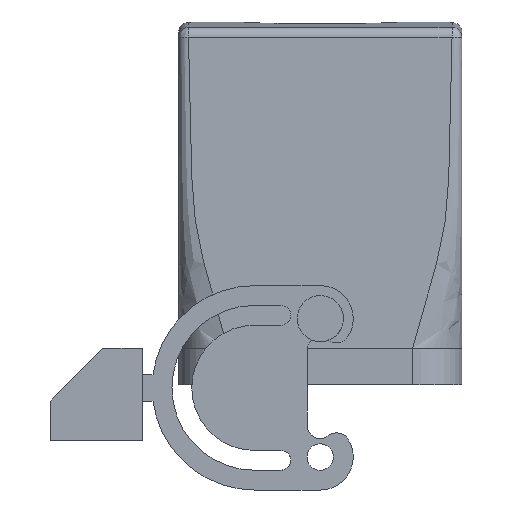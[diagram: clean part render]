
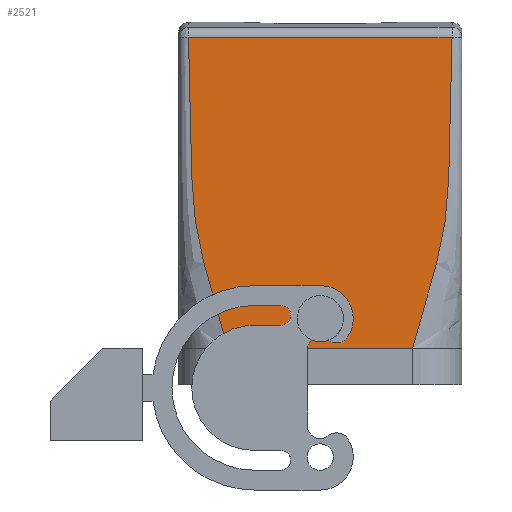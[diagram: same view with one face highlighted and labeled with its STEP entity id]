
A CAD part, front view. The second image highlights one B-rep face of the part: STEP entity #2521.
In plain terms, the highlighted planar face has unit normal (0, -1, 0.013).
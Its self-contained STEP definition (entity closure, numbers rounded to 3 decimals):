
#2427=AXIS2_PLACEMENT_3D('Plane Axis2P3D',#2424,#2425,#2426) ;
#1902=CARTESIAN_POINT('Vertex',(42.755,7.071,26.959)) ;
#1906=CARTESIAN_POINT('Control Point',(42.755,7.071,26.959)) ;
#1907=CARTESIAN_POINT('Control Point',(42.602,7.075,27.24)) ;
#1908=CARTESIAN_POINT('Control Point',(42.392,7.078,27.49)) ;
#1909=CARTESIAN_POINT('Control Point',(42.136,7.081,27.693)) ;
#1910=CARTESIAN_POINT('Control Point',(41.561,7.085,27.984)) ;
#1911=CARTESIAN_POINT('Control Point',(40.928,7.086,28.036)) ;
#1912=CARTESIAN_POINT('Control Point',(40.612,7.085,27.999)) ;
#1913=CARTESIAN_POINT('Control Point',(40.012,7.083,27.808)) ;
#1914=CARTESIAN_POINT('Control Point',(39.527,7.077,27.406)) ;
#1915=CARTESIAN_POINT('Control Point',(39.326,7.074,27.16)) ;
#1916=CARTESIAN_POINT('Control Point',(39.027,7.067,26.599)) ;
#1917=CARTESIAN_POINT('Control Point',(38.962,7.058,25.959)) ;
#1918=CARTESIAN_POINT('Control Point',(38.994,7.054,25.633)) ;
#1919=CARTESIAN_POINT('Control Point',(39.091,7.05,25.322)) ;
#1920=CARTESIAN_POINT('Control Point',(39.245,7.046,25.041)) ;
#1921=CARTESIAN_POINT('Vertex',(39.245,7.046,25.041)) ;
#1943=CARTESIAN_POINT('Control Point',(39.245,7.046,25.041)) ;
#1944=CARTESIAN_POINT('Control Point',(39.398,7.043,24.76)) ;
#1945=CARTESIAN_POINT('Control Point',(39.608,7.039,24.51)) ;
#1946=CARTESIAN_POINT('Control Point',(39.864,7.037,24.307)) ;
#1947=CARTESIAN_POINT('Control Point',(40.439,7.033,24.016)) ;
#1948=CARTESIAN_POINT('Control Point',(41.072,7.032,23.964)) ;
#1949=CARTESIAN_POINT('Control Point',(41.388,7.033,24.001)) ;
#1950=CARTESIAN_POINT('Control Point',(41.988,7.035,24.192)) ;
#1951=CARTESIAN_POINT('Control Point',(42.473,7.041,24.594)) ;
#1952=CARTESIAN_POINT('Control Point',(42.674,7.044,24.84)) ;
#1953=CARTESIAN_POINT('Control Point',(42.973,7.051,25.401)) ;
#1954=CARTESIAN_POINT('Control Point',(43.038,7.059,26.041)) ;
#1955=CARTESIAN_POINT('Control Point',(43.006,7.064,26.367)) ;
#1956=CARTESIAN_POINT('Control Point',(42.909,7.068,26.678)) ;
#1957=CARTESIAN_POINT('Control Point',(42.755,7.071,26.959)) ;
#2424=CARTESIAN_POINT('Axis2P3D Location',(41.,8.046,101.415)) ;
#2430=CARTESIAN_POINT('Control Point',(21.011,7.618,68.717)) ;
#2431=CARTESIAN_POINT('Control Point',(21.045,7.567,64.798)) ;
#2432=CARTESIAN_POINT('Control Point',(21.106,7.516,60.88)) ;
#2433=CARTESIAN_POINT('Control Point',(21.211,7.464,56.962)) ;
#2434=CARTESIAN_POINT('Control Point',(21.307,7.41,52.851)) ;
#2435=CARTESIAN_POINT('Control Point',(21.456,7.357,48.741)) ;
#2436=CARTESIAN_POINT('Control Point',(21.463,7.354,48.548)) ;
#2437=CARTESIAN_POINT('Control Point',(21.477,7.349,48.16)) ;
#2438=CARTESIAN_POINT('Control Point',(21.493,7.344,47.773)) ;
#2439=CARTESIAN_POINT('Control Point',(21.5,7.341,47.579)) ;
#2440=CARTESIAN_POINT('Control Point',(21.516,7.336,47.197)) ;
#2441=CARTESIAN_POINT('Control Point',(21.532,7.331,46.815)) ;
#2442=CARTESIAN_POINT('Control Point',(21.541,7.329,46.627)) ;
#2443=CARTESIAN_POINT('Control Point',(21.554,7.325,46.343)) ;
#2444=CARTESIAN_POINT('Control Point',(21.568,7.321,46.059)) ;
#2445=CARTESIAN_POINT('Control Point',(21.573,7.32,45.966)) ;
#2446=CARTESIAN_POINT('Control Point',(21.584,7.318,45.769)) ;
#2447=CARTESIAN_POINT('Control Point',(21.595,7.315,45.571)) ;
#2448=CARTESIAN_POINT('Control Point',(21.6,7.314,45.483)) ;
#2449=CARTESIAN_POINT('Control Point',(21.758,7.279,42.782)) ;
#2450=CARTESIAN_POINT('Control Point',(22.035,7.243,40.088)) ;
#2451=CARTESIAN_POINT('Control Point',(22.531,7.21,37.512)) ;
#2452=CARTESIAN_POINT('Control Point',(23.496,7.159,33.631)) ;
#2453=CARTESIAN_POINT('Control Point',(24.615,7.109,29.791)) ;
#2454=CARTESIAN_POINT('Control Point',(25.01,7.091,28.462)) ;
#2455=CARTESIAN_POINT('Control Point',(25.658,7.063,26.276)) ;
#2456=CARTESIAN_POINT('Control Point',(26.286,7.034,24.084)) ;
#2457=CARTESIAN_POINT('Control Point',(26.528,7.023,23.224)) ;
#2458=CARTESIAN_POINT('Control Point',(26.766,7.011,22.362)) ;
#2459=CARTESIAN_POINT('Control Point',(27.,7.,21.5)) ;
#2460=CARTESIAN_POINT('Vertex',(27.,7.,21.5)) ;
#2462=CARTESIAN_POINT('Vertex',(21.011,7.618,68.717)) ;
#2465=CARTESIAN_POINT('Line Origine',(41.,7.,21.5)) ;
#2469=CARTESIAN_POINT('Vertex',(55.,7.,21.5)) ;
#2473=CARTESIAN_POINT('Control Point',(60.989,7.618,68.717)) ;
#2474=CARTESIAN_POINT('Control Point',(60.955,7.567,64.798)) ;
#2475=CARTESIAN_POINT('Control Point',(60.894,7.516,60.88)) ;
#2476=CARTESIAN_POINT('Control Point',(60.789,7.464,56.962)) ;
#2477=CARTESIAN_POINT('Control Point',(60.693,7.41,52.851)) ;
#2478=CARTESIAN_POINT('Control Point',(60.544,7.357,48.741)) ;
#2479=CARTESIAN_POINT('Control Point',(60.537,7.354,48.548)) ;
#2480=CARTESIAN_POINT('Control Point',(60.523,7.349,48.16)) ;
#2481=CARTESIAN_POINT('Control Point',(60.507,7.344,47.773)) ;
#2482=CARTESIAN_POINT('Control Point',(60.5,7.341,47.579)) ;
#2483=CARTESIAN_POINT('Control Point',(60.484,7.336,47.197)) ;
#2484=CARTESIAN_POINT('Control Point',(60.468,7.331,46.815)) ;
#2485=CARTESIAN_POINT('Control Point',(60.459,7.329,46.627)) ;
#2486=CARTESIAN_POINT('Control Point',(60.446,7.325,46.343)) ;
#2487=CARTESIAN_POINT('Control Point',(60.432,7.321,46.059)) ;
#2488=CARTESIAN_POINT('Control Point',(60.427,7.32,45.966)) ;
#2489=CARTESIAN_POINT('Control Point',(60.416,7.318,45.769)) ;
#2490=CARTESIAN_POINT('Control Point',(60.405,7.315,45.571)) ;
#2491=CARTESIAN_POINT('Control Point',(60.4,7.314,45.483)) ;
#2492=CARTESIAN_POINT('Control Point',(60.242,7.279,42.782)) ;
#2493=CARTESIAN_POINT('Control Point',(59.965,7.243,40.088)) ;
#2494=CARTESIAN_POINT('Control Point',(59.469,7.21,37.512)) ;
#2495=CARTESIAN_POINT('Control Point',(58.504,7.159,33.631)) ;
#2496=CARTESIAN_POINT('Control Point',(57.385,7.109,29.791)) ;
#2497=CARTESIAN_POINT('Control Point',(56.99,7.091,28.462)) ;
#2498=CARTESIAN_POINT('Control Point',(56.342,7.063,26.276)) ;
#2499=CARTESIAN_POINT('Control Point',(55.714,7.034,24.084)) ;
#2500=CARTESIAN_POINT('Control Point',(55.472,7.023,23.224)) ;
#2501=CARTESIAN_POINT('Control Point',(55.234,7.011,22.362)) ;
#2502=CARTESIAN_POINT('Control Point',(55.,7.,21.5)) ;
#2503=CARTESIAN_POINT('Vertex',(60.989,7.618,68.717)) ;
#2506=CARTESIAN_POINT('Line Origine',(41.,7.618,68.717)) ;
#2425=DIRECTION('Axis2P3D Direction',(0.,-1.,0.013)) ;
#2426=DIRECTION('Axis2P3D XDirection',(-1.,0.,0.)) ;
#2466=DIRECTION('Vector Direction',(-1.,0.,0.)) ;
#2507=DIRECTION('Vector Direction',(1.,0.,0.)) ;
#2467=VECTOR('Line Direction',#2466,1.) ;
#2508=VECTOR('Line Direction',#2507,1.) ;
#2512=ORIENTED_EDGE('',*,*,#2464,.F.) ;
#2513=ORIENTED_EDGE('',*,*,#2471,.T.) ;
#2514=ORIENTED_EDGE('',*,*,#2505,.T.) ;
#2515=ORIENTED_EDGE('',*,*,#2510,.F.) ;
#2518=ORIENTED_EDGE('',*,*,#1958,.F.) ;
#2519=ORIENTED_EDGE('',*,*,#1923,.F.) ;
#2520=FACE_BOUND('',#2517,.T.) ;
#2521=ADVANCED_FACE('Hood',(#2516,#2520),#2428,.T.) ;
#1905=B_SPLINE_CURVE_WITH_KNOTS('',5,(#1906,#1907,#1908,#1909,#1910,#1911,#1912,#1913,#1914,#1915,#1916,#1917,#1918,#1919,#1920),.UNSPECIFIED.,.F.,.U.,(6,3,3,3,6),(0.,2.257,4.513,6.77,9.027),.UNSPECIFIED.) ;
#1942=B_SPLINE_CURVE_WITH_KNOTS('',5,(#1943,#1944,#1945,#1946,#1947,#1948,#1949,#1950,#1951,#1952,#1953,#1954,#1955,#1956,#1957),.UNSPECIFIED.,.F.,.U.,(6,3,3,3,6),(0.,2.257,4.513,6.77,9.027),.UNSPECIFIED.) ;
#2429=B_SPLINE_CURVE_WITH_KNOTS('',5,(#2430,#2431,#2432,#2433,#2434,#2435,#2436,#2437,#2438,#2439,#2440,#2441,#2442,#2443,#2444,#2445,#2446,#2447,#2448,#2449,#2450,#2451,#2452,#2453,#2454,#2455,#2456,#2457,#2458,#2459),.UNSPECIFIED.,.F.,.U.,(6,3,3,3,3,3,3,3,3,6),(0.,27.738,29.109,30.481,31.821,32.498,33.181,51.649,61.445,67.761),.UNSPECIFIED.) ;
#2472=B_SPLINE_CURVE_WITH_KNOTS('',5,(#2473,#2474,#2475,#2476,#2477,#2478,#2479,#2480,#2481,#2482,#2483,#2484,#2485,#2486,#2487,#2488,#2489,#2490,#2491,#2492,#2493,#2494,#2495,#2496,#2497,#2498,#2499,#2500,#2501,#2502),.UNSPECIFIED.,.F.,.U.,(6,3,3,3,3,3,3,3,3,6),(0.,27.738,29.109,30.481,31.821,32.498,33.181,51.649,61.445,67.761),.UNSPECIFIED.) ;
#1923=EDGE_CURVE('',#1903,#1922,#1905,.T.) ;
#1958=EDGE_CURVE('',#1922,#1903,#1942,.T.) ;
#2464=EDGE_CURVE('',#2461,#2463,#2429,.F.) ;
#2471=EDGE_CURVE('',#2461,#2470,#2468,.F.) ;
#2505=EDGE_CURVE('',#2470,#2504,#2472,.F.) ;
#2510=EDGE_CURVE('',#2463,#2504,#2509,.T.) ;
#2511=EDGE_LOOP('',(#2512,#2513,#2514,#2515)) ;
#2517=EDGE_LOOP('',(#2518,#2519)) ;
#2516=FACE_OUTER_BOUND('',#2511,.T.) ;
#2468=LINE('Line',#2465,#2467) ;
#2509=LINE('Line',#2506,#2508) ;
#2428=PLANE('',#2427) ;
#1903=VERTEX_POINT('',#1902) ;
#1922=VERTEX_POINT('',#1921) ;
#2461=VERTEX_POINT('',#2460) ;
#2463=VERTEX_POINT('',#2462) ;
#2470=VERTEX_POINT('',#2469) ;
#2504=VERTEX_POINT('',#2503) ;
